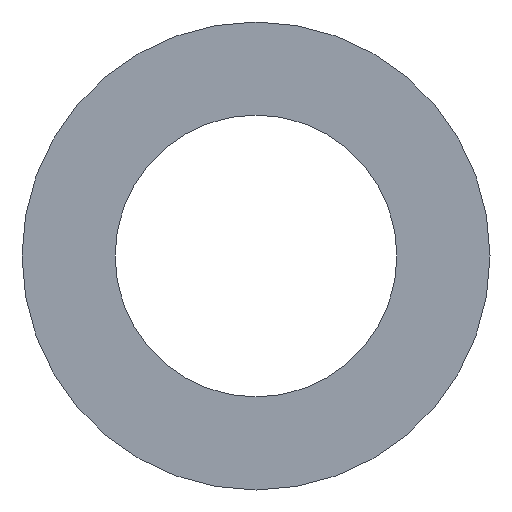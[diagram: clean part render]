
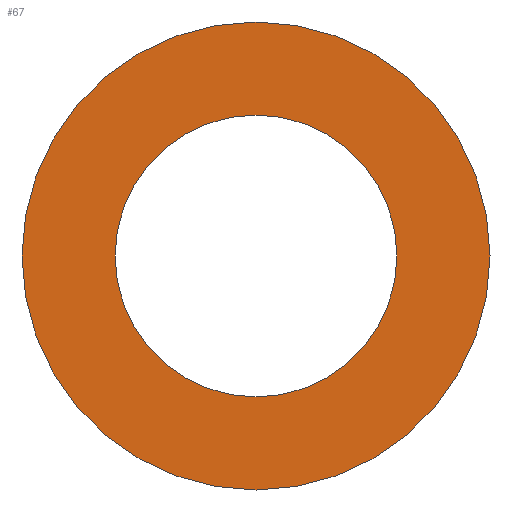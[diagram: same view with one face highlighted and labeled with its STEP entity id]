
A CAD part, front view. The second image highlights one B-rep face of the part: STEP entity #67.
In plain terms, the highlighted planar face has unit normal (0, -1, 0).
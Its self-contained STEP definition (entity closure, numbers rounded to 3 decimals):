
#2 = AXIS2_PLACEMENT_3D ( 'NONE', #209, #191, #62 ) ;
#6 = CARTESIAN_POINT ( 'NONE',  ( 0., 0., 0. ) ) ;
#20 = ORIENTED_EDGE ( 'NONE', *, *, #168, .F. ) ;
#31 = ORIENTED_EDGE ( 'NONE', *, *, #52, .F. ) ;
#40 = CIRCLE ( 'NONE', #162, 1.075 ) ;
#50 = EDGE_LOOP ( 'NONE', ( #203, #150 ) ) ;
#52 = EDGE_CURVE ( 'NONE', #100, #57, #177, .T. ) ;
#54 = AXIS2_PLACEMENT_3D ( 'NONE', #6, #205, #58 ) ;
#57 = VERTEX_POINT ( 'NONE', #126 ) ;
#58 = DIRECTION ( 'NONE',  ( 0., 0., 1. ) ) ;
#61 = DIRECTION ( 'NONE',  ( 0., 1., 0. ) ) ;
#62 = DIRECTION ( 'NONE',  ( 0., 0., 1. ) ) ;
#63 = DIRECTION ( 'NONE',  ( 0., 1., 0. ) ) ;
#67 = ADVANCED_FACE ( 'NONE', ( #187, #105 ), #144, .F. ) ;
#77 = CARTESIAN_POINT ( 'NONE',  ( 0., 0., 0. ) ) ;
#79 = CARTESIAN_POINT ( 'NONE',  ( 0., 0., 0. ) ) ;
#80 = CARTESIAN_POINT ( 'NONE',  ( 0., 0., 1.075 ) ) ;
#83 = EDGE_CURVE ( 'NONE', #89, #88, #194, .T. ) ;
#87 = AXIS2_PLACEMENT_3D ( 'NONE', #79, #63, #130 ) ;
#88 = VERTEX_POINT ( 'NONE', #80 ) ;
#89 = VERTEX_POINT ( 'NONE', #161 ) ;
#94 = CARTESIAN_POINT ( 'NONE',  ( 0., 0., 0. ) ) ;
#100 = VERTEX_POINT ( 'NONE', #160 ) ;
#105 = FACE_BOUND ( 'NONE', #50, .T. ) ;
#114 = CIRCLE ( 'NONE', #159, 1.785 ) ;
#119 = EDGE_LOOP ( 'NONE', ( #31, #20 ) ) ;
#126 = CARTESIAN_POINT ( 'NONE',  ( 0., 0., 1.785 ) ) ;
#130 = DIRECTION ( 'NONE',  ( 0., 0., 1. ) ) ;
#144 = PLANE ( 'NONE',  #2 ) ;
#150 = ORIENTED_EDGE ( 'NONE', *, *, #213, .T. ) ;
#159 = AXIS2_PLACEMENT_3D ( 'NONE', #94, #61, #172 ) ;
#160 = CARTESIAN_POINT ( 'NONE',  ( 0., 0., -1.785 ) ) ;
#161 = CARTESIAN_POINT ( 'NONE',  ( 0., 0., -1.075 ) ) ;
#162 = AXIS2_PLACEMENT_3D ( 'NONE', #77, #201, #182 ) ;
#168 = EDGE_CURVE ( 'NONE', #57, #100, #114, .T. ) ;
#172 = DIRECTION ( 'NONE',  ( 0., 0., 1. ) ) ;
#177 = CIRCLE ( 'NONE', #54, 1.785 ) ;
#182 = DIRECTION ( 'NONE',  ( 0., 0., 1. ) ) ;
#187 = FACE_OUTER_BOUND ( 'NONE', #119, .T. ) ;
#191 = DIRECTION ( 'NONE',  ( 0., 1., 0. ) ) ;
#194 = CIRCLE ( 'NONE', #87, 1.075 ) ;
#201 = DIRECTION ( 'NONE',  ( 0., 1., 0. ) ) ;
#203 = ORIENTED_EDGE ( 'NONE', *, *, #83, .T. ) ;
#205 = DIRECTION ( 'NONE',  ( 0., 1., 0. ) ) ;
#209 = CARTESIAN_POINT ( 'NONE',  ( 0., 0., 0. ) ) ;
#213 = EDGE_CURVE ( 'NONE', #88, #89, #40, .T. ) ;
